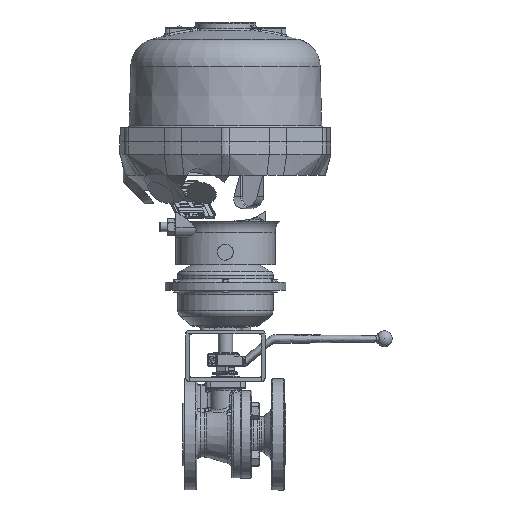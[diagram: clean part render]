
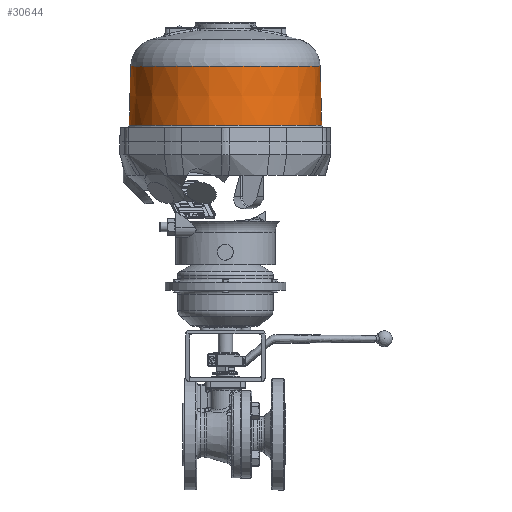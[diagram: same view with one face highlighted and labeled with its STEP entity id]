
A CAD part, left-side view. The second image highlights one B-rep face of the part: STEP entity #30644.
In plain terms, the highlighted conical face has half-angle 1.5 degrees and reference radius 119.301 mm.
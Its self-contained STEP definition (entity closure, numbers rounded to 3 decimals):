
#1412=CONICAL_SURFACE('',#32792,119.301,0.026);
#2251=CIRCLE('',#32790,119.301);
#2252=CIRCLE('',#32791,119.301);
#2253=CIRCLE('',#32793,121.247);
#2254=CIRCLE('',#32794,121.247);
#4504=FACE_OUTER_BOUND('',#6480,.T.);
#6480=EDGE_LOOP('',(#21270,#21271,#21272,#21273,#21274,#21275));
#8684=LINE('',#45636,#11014);
#11014=VECTOR('',#36147,119.301);
#13478=VERTEX_POINT('',#45627);
#13479=VERTEX_POINT('',#45629);
#13480=VERTEX_POINT('',#45633);
#13481=VERTEX_POINT('',#45634);
#16483=EDGE_CURVE('',#13478,#13479,#2251,.T.);
#16484=EDGE_CURVE('',#13479,#13478,#2252,.T.);
#16485=EDGE_CURVE('',#13480,#13481,#2253,.T.);
#16486=EDGE_CURVE('',#13481,#13479,#8684,.T.);
#16487=EDGE_CURVE('',#13481,#13480,#2254,.T.);
#21270=ORIENTED_EDGE('',*,*,#16485,.T.);
#21271=ORIENTED_EDGE('',*,*,#16486,.T.);
#21272=ORIENTED_EDGE('',*,*,#16483,.F.);
#21273=ORIENTED_EDGE('',*,*,#16484,.F.);
#21274=ORIENTED_EDGE('',*,*,#16486,.F.);
#21275=ORIENTED_EDGE('',*,*,#16487,.T.);
#30644=ADVANCED_FACE('',(#4504),#1412,.T.);
#32790=AXIS2_PLACEMENT_3D('',#45630,#36139,#36140);
#32791=AXIS2_PLACEMENT_3D('',#45631,#36141,#36142);
#32792=AXIS2_PLACEMENT_3D('',#45632,#36143,#36144);
#32793=AXIS2_PLACEMENT_3D('',#45635,#36145,#36146);
#32794=AXIS2_PLACEMENT_3D('',#45637,#36148,#36149);
#36139=DIRECTION('center_axis',(0.,0.,1.));
#36140=DIRECTION('ref_axis',(1.,0.,0.));
#36141=DIRECTION('center_axis',(0.,0.,1.));
#36142=DIRECTION('ref_axis',(1.,0.,0.));
#36143=DIRECTION('center_axis',(0.,0.,-1.));
#36144=DIRECTION('ref_axis',(-1.,0.,0.));
#36145=DIRECTION('center_axis',(0.,0.,1.));
#36146=DIRECTION('ref_axis',(-1.,0.,0.));
#36147=DIRECTION('',(-0.026,0.,1.));
#36148=DIRECTION('center_axis',(0.,0.,1.));
#36149=DIRECTION('ref_axis',(-1.,0.,0.));
#45627=CARTESIAN_POINT('',(-142.275,-15.682,-55.68));
#45629=CARTESIAN_POINT('',(96.326,-15.682,-55.68));
#45630=CARTESIAN_POINT('Origin',(-22.974,-15.682,-55.68));
#45631=CARTESIAN_POINT('Origin',(-22.974,-15.682,-55.68));
#45632=CARTESIAN_POINT('Origin',(-22.974,-15.682,-55.68));
#45633=CARTESIAN_POINT('',(-144.221,-15.682,-130.019));
#45634=CARTESIAN_POINT('',(98.273,-15.682,-130.019));
#45635=CARTESIAN_POINT('Origin',(-22.974,-15.682,-130.019));
#45636=CARTESIAN_POINT('',(96.326,-15.682,-55.68));
#45637=CARTESIAN_POINT('Origin',(-22.974,-15.682,-130.019));
